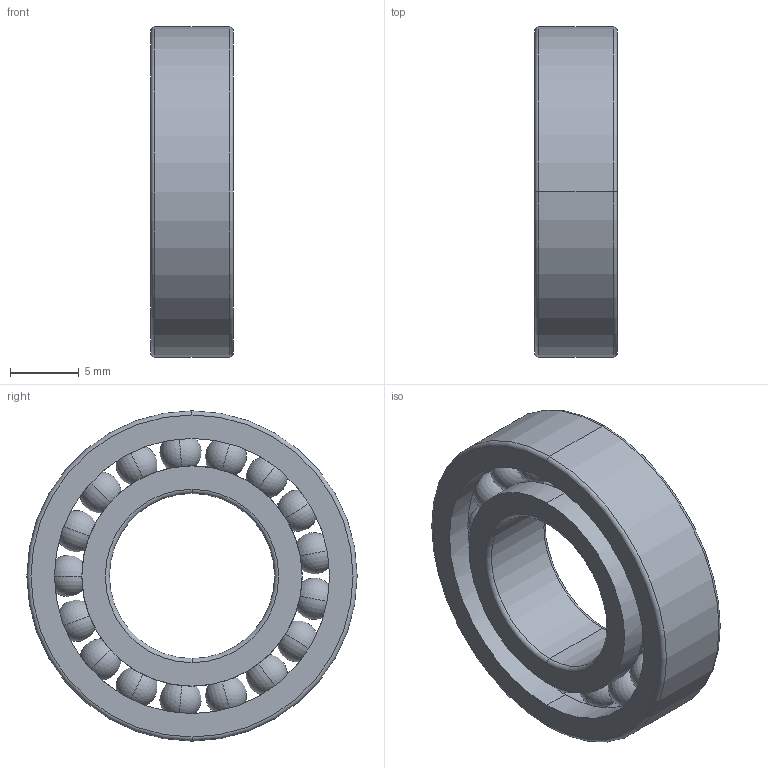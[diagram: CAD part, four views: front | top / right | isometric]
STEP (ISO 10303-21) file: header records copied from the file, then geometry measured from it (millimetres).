
FILE_DESCRIPTION (( 'STEP AP203' ), '1' );
FILE_NAME ('63LBBBBearing6901.STEP', '2024-12-19T12:18:25', ( '' ), ( '' ), 'SwSTEP 2.0', 'SolidWorks 2024', '' );
FILE_SCHEMA (( 'CONFIG_CONTROL_DESIGN' ));
Length unit declared in the file: millimetre
Products named in the file (1): 63LBBBBearing6901_配置A
Bounding box: 6 x 24 x 24 mm (x, y, z)
Volume: 1508.2 mm3; surface area: 2233.8 mm2
Topology: 1 solids, 1 shells, 112 faces, 549 edges, 373 vertices
Faces by surface type: torus 62, sphere 34, cylinder 12, plane 4
Entity records: 5773 total; most frequent: CARTESIAN_POINT 2191, ORIENTED_EDGE 894, DIRECTION 632, EDGE_CURVE 447, AXIS2_PLACEMENT_3D 310, VERTEX_POINT 305, B_SPLINE_CURVE_WITH_KNOTS 238, CIRCLE 197
